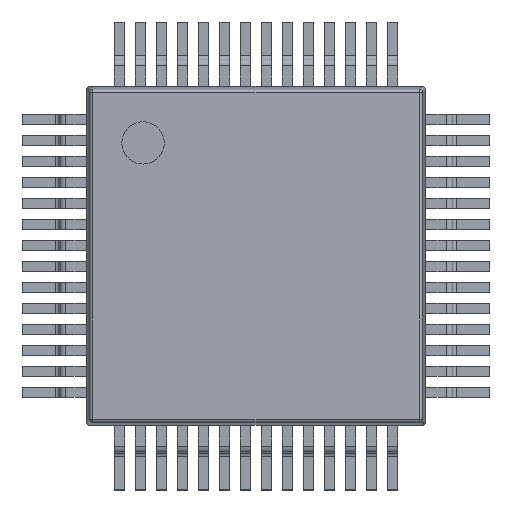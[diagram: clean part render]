
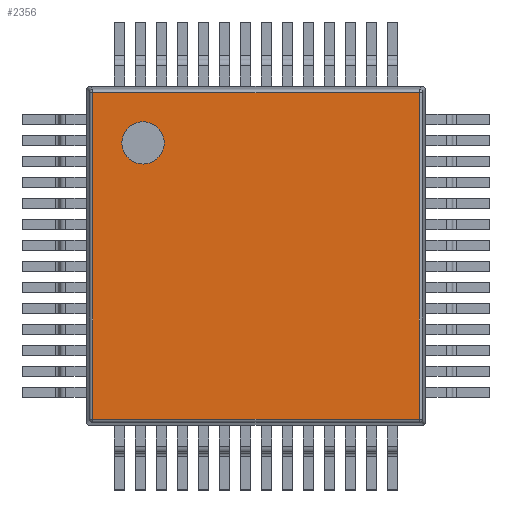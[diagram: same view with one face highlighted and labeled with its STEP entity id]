
A CAD part, top view. The second image highlights one B-rep face of the part: STEP entity #2356.
In plain terms, the highlighted planar face has unit normal (0, 0, 1).
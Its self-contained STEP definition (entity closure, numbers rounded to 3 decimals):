
#2180 = VERTEX_POINT('',#2181);
#2181 = CARTESIAN_POINT('',(0.19,0.19,2.25));
#2188 = EDGE_CURVE('',#2180,#2189,#2191,.T.);
#2189 = VERTEX_POINT('',#2190);
#2190 = CARTESIAN_POINT('',(0.19,10.31,2.25));
#2191 = LINE('',#2192,#2193);
#2192 = CARTESIAN_POINT('',(0.19,0.1,2.25));
#2193 = VECTOR('',#2194,1.);
#2194 = DIRECTION('',(0.,1.,0.));
#2231 = VERTEX_POINT('',#2232);
#2232 = CARTESIAN_POINT('',(10.31,0.19,2.25));
#2239 = EDGE_CURVE('',#2180,#2231,#2240,.T.);
#2240 = LINE('',#2241,#2242);
#2241 = CARTESIAN_POINT('',(0.1,0.19,2.25));
#2242 = VECTOR('',#2243,1.);
#2243 = DIRECTION('',(1.,0.,0.));
#2285 = EDGE_CURVE('',#2189,#2286,#2288,.T.);
#2286 = VERTEX_POINT('',#2287);
#2287 = CARTESIAN_POINT('',(10.31,10.31,2.25));
#2288 = LINE('',#2289,#2290);
#2289 = CARTESIAN_POINT('',(0.1,10.31,2.25));
#2290 = VECTOR('',#2291,1.);
#2291 = DIRECTION('',(1.,0.,0.));
#2316 = EDGE_CURVE('',#2231,#2286,#2317,.T.);
#2317 = LINE('',#2318,#2319);
#2318 = CARTESIAN_POINT('',(10.31,0.1,2.25));
#2319 = VECTOR('',#2320,1.);
#2320 = DIRECTION('',(0.,1.,0.));
#2356 = ADVANCED_FACE('',(#2357,#2363),#2374,.T.);
#2357 = FACE_BOUND('',#2358,.T.);
#2358 = EDGE_LOOP('',(#2359,#2360,#2361,#2362));
#2359 = ORIENTED_EDGE('',*,*,#2188,.F.);
#2360 = ORIENTED_EDGE('',*,*,#2239,.T.);
#2361 = ORIENTED_EDGE('',*,*,#2316,.T.);
#2362 = ORIENTED_EDGE('',*,*,#2285,.F.);
#2363 = FACE_BOUND('',#2364,.T.);
#2364 = EDGE_LOOP('',(#2365));
#2365 = ORIENTED_EDGE('',*,*,#2366,.F.);
#2366 = EDGE_CURVE('',#2367,#2367,#2369,.T.);
#2367 = VERTEX_POINT('',#2368);
#2368 = CARTESIAN_POINT('',(2.406,8.75,2.25));
#2369 = CIRCLE('',#2370,0.656);
#2370 = AXIS2_PLACEMENT_3D('',#2371,#2372,#2373);
#2371 = CARTESIAN_POINT('',(1.75,8.75,2.25));
#2372 = DIRECTION('',(0.,0.,1.));
#2373 = DIRECTION('',(1.,0.,0.));
#2374 = PLANE('',#2375);
#2375 = AXIS2_PLACEMENT_3D('',#2376,#2377,#2378);
#2376 = CARTESIAN_POINT('',(0.,0.,2.25));
#2377 = DIRECTION('',(0.,0.,1.));
#2378 = DIRECTION('',(1.,0.,0.));
